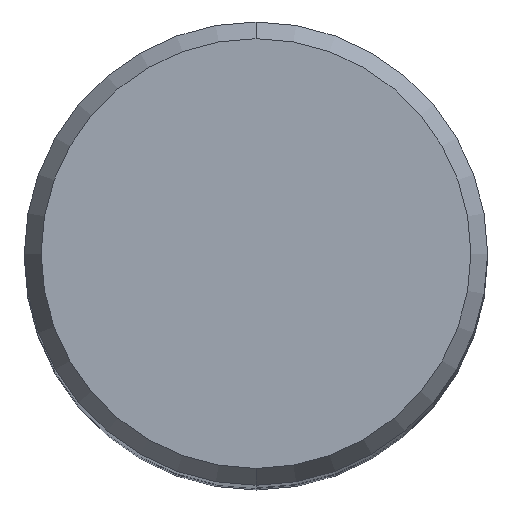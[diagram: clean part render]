
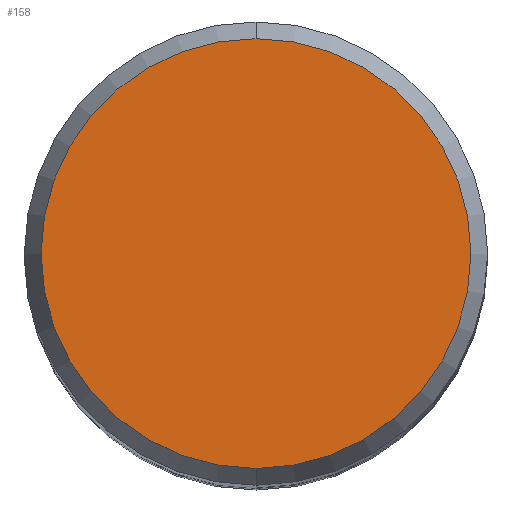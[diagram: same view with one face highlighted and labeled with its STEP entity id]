
A CAD part, top view. The second image highlights one B-rep face of the part: STEP entity #158.
In plain terms, the highlighted planar face has unit normal (0, 0, 1).
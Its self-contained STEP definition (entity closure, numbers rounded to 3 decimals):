
#108=EDGE_CURVE('',#128,#176,#248,.T.);
#128=VERTEX_POINT('',#274);
#158=ADVANCED_FACE('',(#306),#307,.T.);
#176=VERTEX_POINT('',#328);
#178=EDGE_CURVE('',#176,#128,#330,.T.);
#248=CIRCLE('',#397,5.892);
#274=CARTESIAN_POINT('',(0.0,5.892,0.01));
#306=FACE_OUTER_BOUND('',#469,.T.);
#307=PLANE('',#470);
#328=CARTESIAN_POINT('',(0.,-5.892,0.01));
#330=CIRCLE('',#499,5.892);
#397=AXIS2_PLACEMENT_3D('',#573,#574,#575);
#469=EDGE_LOOP('',(#656,#657));
#470=AXIS2_PLACEMENT_3D('',#658,#659,#660);
#499=AXIS2_PLACEMENT_3D('',#690,#691,#692);
#573=CARTESIAN_POINT('',(0.0,0.0,0.01));
#574=DIRECTION('',(0.0,0.0,-1.0));
#575=DIRECTION('',(0.0,1.0,0.0));
#656=ORIENTED_EDGE('',*,*,#108,.F.);
#657=ORIENTED_EDGE('',*,*,#178,.F.);
#658=CARTESIAN_POINT('',(0.0,2.946,0.01));
#659=DIRECTION('',(-0.0,0.0,1.0));
#660=DIRECTION('',(0.0,-1.0,0.0));
#690=CARTESIAN_POINT('',(0.0,0.0,0.01));
#691=DIRECTION('',(0.0,0.0,-1.0));
#692=DIRECTION('',(0.0,1.0,0.0));
